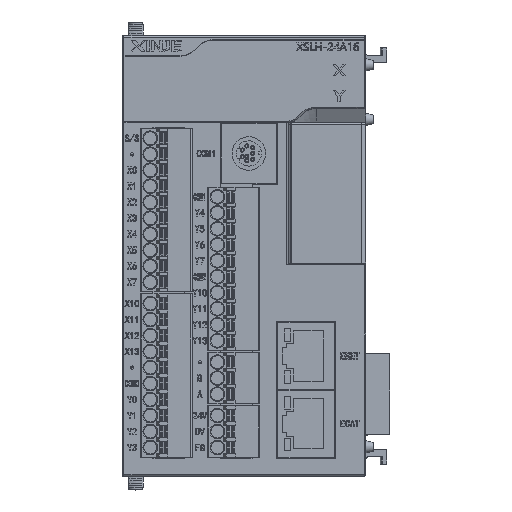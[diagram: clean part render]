
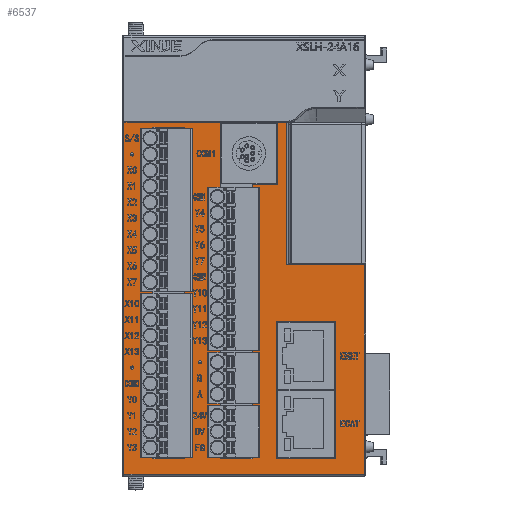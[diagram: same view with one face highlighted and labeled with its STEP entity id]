
A CAD part, top view. The second image highlights one B-rep face of the part: STEP entity #6537.
In plain terms, the highlighted face is planar.
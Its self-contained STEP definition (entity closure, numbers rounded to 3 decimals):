
#3261=FACE_BOUND('',#16434,.T.);
#3262=FACE_BOUND('',#16435,.T.);
#6537=ADVANCED_FACE('',(#11294,#3261,#3262),#78508,.T.);
#11294=FACE_OUTER_BOUND('',#16433,.T.);
#16433=EDGE_LOOP('',(#33776,#33777,#33778,#33779,#33780,#33781,#33782,#33783,
#33784,#33785,#33786,#33787));
#16434=EDGE_LOOP('',(#33788,#33789,#33790,#33791));
#16435=EDGE_LOOP('',(#33792,#33793,#33794,#33795));
#33776=ORIENTED_EDGE('',*,*,#51247,.F.);
#33777=ORIENTED_EDGE('',*,*,#51259,.T.);
#33778=ORIENTED_EDGE('',*,*,#51472,.F.);
#33779=ORIENTED_EDGE('',*,*,#51321,.T.);
#33780=ORIENTED_EDGE('',*,*,#51325,.F.);
#33781=ORIENTED_EDGE('',*,*,#51374,.F.);
#33782=ORIENTED_EDGE('',*,*,#51469,.F.);
#33783=ORIENTED_EDGE('',*,*,#48126,.F.);
#33784=ORIENTED_EDGE('',*,*,#51473,.T.);
#33785=ORIENTED_EDGE('',*,*,#51270,.T.);
#33786=ORIENTED_EDGE('',*,*,#51252,.F.);
#33787=ORIENTED_EDGE('',*,*,#51250,.F.);
#33788=ORIENTED_EDGE('',*,*,#51471,.F.);
#33789=ORIENTED_EDGE('',*,*,#51267,.T.);
#33790=ORIENTED_EDGE('',*,*,#51264,.F.);
#33791=ORIENTED_EDGE('',*,*,#51261,.F.);
#33792=ORIENTED_EDGE('',*,*,#51239,.F.);
#33793=ORIENTED_EDGE('',*,*,#51245,.F.);
#33794=ORIENTED_EDGE('',*,*,#51243,.F.);
#33795=ORIENTED_EDGE('',*,*,#51241,.F.);
#48126=EDGE_CURVE('',#71021,#71022,#60070,.T.);
#51239=EDGE_CURVE('',#72994,#72995,#63060,.T.);
#51241=EDGE_CURVE('',#72995,#72996,#63062,.T.);
#51243=EDGE_CURVE('',#72996,#72997,#63064,.T.);
#51245=EDGE_CURVE('',#72997,#72994,#63066,.T.);
#51247=EDGE_CURVE('',#72998,#72999,#63068,.T.);
#51250=EDGE_CURVE('',#72999,#73000,#63071,.T.);
#51252=EDGE_CURVE('',#73000,#73001,#63073,.T.);
#51259=EDGE_CURVE('',#72998,#73003,#63080,.T.);
#51261=EDGE_CURVE('',#73004,#73005,#63082,.T.);
#51264=EDGE_CURVE('',#73005,#73006,#63085,.T.);
#51267=EDGE_CURVE('',#73007,#73006,#63088,.T.);
#51270=EDGE_CURVE('',#73008,#73001,#63091,.T.);
#51321=EDGE_CURVE('',#73002,#73050,#63138,.T.);
#51325=EDGE_CURVE('',#73052,#73050,#63141,.T.);
#51374=EDGE_CURVE('',#73074,#73052,#63178,.T.);
#51469=EDGE_CURVE('',#71022,#73074,#63266,.T.);
#51471=EDGE_CURVE('',#73007,#73004,#63268,.T.);
#51472=EDGE_CURVE('',#73002,#73003,#63269,.T.);
#51473=EDGE_CURVE('',#71021,#73008,#63270,.T.);
#60070=B_SPLINE_CURVE_WITH_KNOTS('',1,(#117622,#117623),.UNSPECIFIED.,.F.,
 .F.,(2,2),(0.,18.4),.UNSPECIFIED.);
#63060=B_SPLINE_CURVE_WITH_KNOTS('',1,(#124114,#124115),.UNSPECIFIED.,.F.,
 .F.,(2,2),(0.,32.7),.UNSPECIFIED.);
#63062=B_SPLINE_CURVE_WITH_KNOTS('',1,(#124118,#124119),.UNSPECIFIED.,.F.,
 .F.,(2,2),(0.,14.15),.UNSPECIFIED.);
#63064=B_SPLINE_CURVE_WITH_KNOTS('',1,(#124122,#124123),.UNSPECIFIED.,.F.,
 .F.,(2,2),(0.,32.7),.UNSPECIFIED.);
#63066=B_SPLINE_CURVE_WITH_KNOTS('',1,(#124126,#124127),.UNSPECIFIED.,.F.,
 .F.,(2,2),(0.,14.15),.UNSPECIFIED.);
#63068=B_SPLINE_CURVE_WITH_KNOTS('',1,(#124130,#124131),.UNSPECIFIED.,.F.,
 .F.,(2,2),(0.,65.28),.UNSPECIFIED.);
#63071=B_SPLINE_CURVE_WITH_KNOTS('',1,(#124136,#124137),.UNSPECIFIED.,.F.,
 .F.,(2,2),(0.,6.1),.UNSPECIFIED.);
#63073=B_SPLINE_CURVE_WITH_KNOTS('',1,(#124140,#124141),.UNSPECIFIED.,.F.,
 .F.,(2,2),(0.,14.802),.UNSPECIFIED.);
#63080=B_SPLINE_CURVE_WITH_KNOTS('',1,(#124154,#124155),.UNSPECIFIED.,.F.,
 .F.,(2,2),(-7.6,0.),.UNSPECIFIED.);
#63082=B_SPLINE_CURVE_WITH_KNOTS('',1,(#124158,#124159),.UNSPECIFIED.,.F.,
 .F.,(2,2),(0.,7.6),.UNSPECIFIED.);
#63085=B_SPLINE_CURVE_WITH_KNOTS('',1,(#124164,#124165),.UNSPECIFIED.,.F.,
 .F.,(2,2),(0.,78.88),.UNSPECIFIED.);
#63088=B_SPLINE_CURVE_WITH_KNOTS('',1,(#124170,#124171),.UNSPECIFIED.,.F.,
 .F.,(2,2),(-7.6,0.),.UNSPECIFIED.);
#63091=B_SPLINE_CURVE_WITH_KNOTS('',1,(#124176,#124177),.UNSPECIFIED.,.F.,
 .F.,(2,2),(-2.2,0.),.UNSPECIFIED.);
#63138=B_SPLINE_CURVE_WITH_KNOTS('',1,(#124356,#124357),.UNSPECIFIED.,.F.,
 .F.,(2,2),(-22.9,0.),.UNSPECIFIED.);
#63141=B_SPLINE_CURVE_WITH_KNOTS('',1,(#124365,#124366),.UNSPECIFIED.,.F.,
 .F.,(2,2),(0.,83.882),.UNSPECIFIED.);
#63178=B_SPLINE_CURVE_WITH_KNOTS('',1,(#124505,#124506),.UNSPECIFIED.,.F.,
 .F.,(2,2),(0.,57.2),.UNSPECIFIED.);
#63266=B_SPLINE_CURVE_WITH_KNOTS('',1,(#125018,#125019),.UNSPECIFIED.,.F.,
 .F.,(2,2),(0.,49.962),.UNSPECIFIED.);
#63268=B_SPLINE_CURVE_WITH_KNOTS('',1,(#125022,#125023),.UNSPECIFIED.,.F.,
 .F.,(2,2),(-78.88,0.),.UNSPECIFIED.);
#63269=B_SPLINE_CURVE_WITH_KNOTS('',1,(#125024,#125025),.UNSPECIFIED.,.F.,
 .F.,(2,2),(-80.082,0.),.UNSPECIFIED.);
#63270=B_SPLINE_CURVE_WITH_KNOTS('',1,(#125026,#125027),.UNSPECIFIED.,.F.,
 .F.,(2,2),(0.,33.92),.UNSPECIFIED.);
#71021=VERTEX_POINT('',#113005);
#71022=VERTEX_POINT('',#113006);
#72994=VERTEX_POINT('',#114978);
#72995=VERTEX_POINT('',#114979);
#72996=VERTEX_POINT('',#114980);
#72997=VERTEX_POINT('',#114981);
#72998=VERTEX_POINT('',#114982);
#72999=VERTEX_POINT('',#114983);
#73000=VERTEX_POINT('',#114984);
#73001=VERTEX_POINT('',#114985);
#73002=VERTEX_POINT('',#114986);
#73003=VERTEX_POINT('',#114987);
#73004=VERTEX_POINT('',#114988);
#73005=VERTEX_POINT('',#114989);
#73006=VERTEX_POINT('',#114990);
#73007=VERTEX_POINT('',#114991);
#73008=VERTEX_POINT('',#114992);
#73050=VERTEX_POINT('',#115034);
#73052=VERTEX_POINT('',#115036);
#73074=VERTEX_POINT('',#115058);
#78508=PLANE('',#82800);
#82800=AXIS2_PLACEMENT_3D('',#110511,#87220,$);
#87220=DIRECTION('',(0.,1.,0.));
#110511=CARTESIAN_POINT('',(15.853,138.727,117.57));
#113005=CARTESIAN_POINT('',(60.373,138.727,59.22));
#113006=CARTESIAN_POINT('',(78.773,138.727,59.22));
#114978=CARTESIAN_POINT('',(57.923,138.727,72.686));
#114979=CARTESIAN_POINT('',(57.923,138.727,105.386));
#114980=CARTESIAN_POINT('',(72.073,138.727,105.386));
#114981=CARTESIAN_POINT('',(72.073,138.727,72.686));
#114982=CARTESIAN_POINT('',(52.073,138.727,105.382));
#114983=CARTESIAN_POINT('',(52.073,138.727,40.102));
#114984=CARTESIAN_POINT('',(58.173,138.727,40.102));
#114985=CARTESIAN_POINT('',(58.173,138.727,25.3));
#114986=CARTESIAN_POINT('',(44.473,138.727,25.3));
#114987=CARTESIAN_POINT('',(44.473,138.727,105.382));
#114988=CARTESIAN_POINT('',(36.073,138.727,26.502));
#114989=CARTESIAN_POINT('',(28.473,138.727,26.502));
#114990=CARTESIAN_POINT('',(28.473,138.727,105.382));
#114991=CARTESIAN_POINT('',(36.073,138.727,105.382));
#114992=CARTESIAN_POINT('',(60.373,138.727,25.3));
#115034=CARTESIAN_POINT('',(21.573,138.727,25.3));
#115036=CARTESIAN_POINT('',(21.573,138.727,109.182));
#115058=CARTESIAN_POINT('',(78.773,138.727,109.182));
#117622=CARTESIAN_POINT('',(60.373,138.727,59.22));
#117623=CARTESIAN_POINT('',(78.773,138.727,59.22));
#124114=CARTESIAN_POINT('',(57.923,138.727,72.686));
#124115=CARTESIAN_POINT('',(57.923,138.727,105.386));
#124118=CARTESIAN_POINT('',(57.923,138.727,105.386));
#124119=CARTESIAN_POINT('',(72.073,138.727,105.386));
#124122=CARTESIAN_POINT('',(72.073,138.727,105.386));
#124123=CARTESIAN_POINT('',(72.073,138.727,72.686));
#124126=CARTESIAN_POINT('',(72.073,138.727,72.686));
#124127=CARTESIAN_POINT('',(57.923,138.727,72.686));
#124130=CARTESIAN_POINT('',(52.073,138.727,105.382));
#124131=CARTESIAN_POINT('',(52.073,138.727,40.102));
#124136=CARTESIAN_POINT('',(52.073,138.727,40.102));
#124137=CARTESIAN_POINT('',(58.173,138.727,40.102));
#124140=CARTESIAN_POINT('',(58.173,138.727,40.102));
#124141=CARTESIAN_POINT('',(58.173,138.727,25.3));
#124154=CARTESIAN_POINT('',(52.073,138.727,105.382));
#124155=CARTESIAN_POINT('',(44.473,138.727,105.382));
#124158=CARTESIAN_POINT('',(36.073,138.727,26.502));
#124159=CARTESIAN_POINT('',(28.473,138.727,26.502));
#124164=CARTESIAN_POINT('',(28.473,138.727,26.502));
#124165=CARTESIAN_POINT('',(28.473,138.727,105.382));
#124170=CARTESIAN_POINT('',(36.073,138.727,105.382));
#124171=CARTESIAN_POINT('',(28.473,138.727,105.382));
#124176=CARTESIAN_POINT('',(60.373,138.727,25.3));
#124177=CARTESIAN_POINT('',(58.173,138.727,25.3));
#124356=CARTESIAN_POINT('',(44.473,138.727,25.3));
#124357=CARTESIAN_POINT('',(21.573,138.727,25.3));
#124365=CARTESIAN_POINT('',(21.573,138.727,109.182));
#124366=CARTESIAN_POINT('',(21.573,138.727,25.3));
#124505=CARTESIAN_POINT('',(78.773,138.727,109.182));
#124506=CARTESIAN_POINT('',(21.573,138.727,109.182));
#125018=CARTESIAN_POINT('',(78.773,138.727,59.22));
#125019=CARTESIAN_POINT('',(78.773,138.727,109.182));
#125022=CARTESIAN_POINT('',(36.073,138.727,105.382));
#125023=CARTESIAN_POINT('',(36.073,138.727,26.502));
#125024=CARTESIAN_POINT('',(44.473,138.727,25.3));
#125025=CARTESIAN_POINT('',(44.473,138.727,105.382));
#125026=CARTESIAN_POINT('',(60.373,138.727,59.22));
#125027=CARTESIAN_POINT('',(60.373,138.727,25.3));
